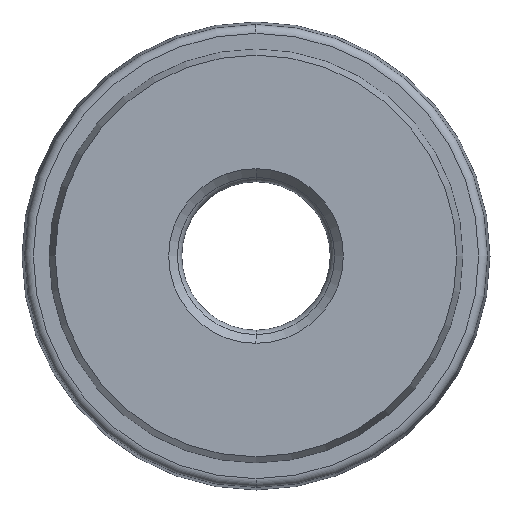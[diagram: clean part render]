
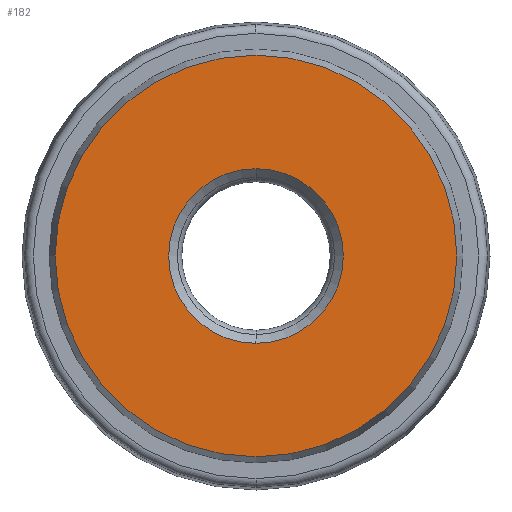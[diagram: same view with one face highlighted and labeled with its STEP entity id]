
A CAD part, left-side view. The second image highlights one B-rep face of the part: STEP entity #182.
In plain terms, the highlighted planar face has unit normal (-1, 0, 0).
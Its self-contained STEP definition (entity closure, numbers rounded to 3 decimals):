
#41 = CARTESIAN_POINT ( 'NONE',  ( 0., 0., 0. ) ) ;
#59 = CARTESIAN_POINT ( 'NONE',  ( 0., 0., 0. ) ) ;
#60 = DIRECTION ( 'NONE',  ( -1., 0., 0. ) ) ;
#65 = CARTESIAN_POINT ( 'NONE',  ( 0., 0., 0. ) ) ;
#66 = DIRECTION ( 'NONE',  ( 1., 0., 0. ) ) ;
#68 = DIRECTION ( 'NONE',  ( 0., 0., 1. ) ) ;
#80 = DIRECTION ( 'NONE',  ( 0., 0., 1. ) ) ;
#98 = DIRECTION ( 'NONE',  ( 0., 0., -1. ) ) ;
#134 = DIRECTION ( 'NONE',  ( -1., 0., 0. ) ) ;
#182 = ADVANCED_FACE ( 'NONE', ( #333, #313 ), #860, .F. ) ;
#313 = FACE_OUTER_BOUND ( 'NONE', #1010, .T. ) ;
#333 = FACE_BOUND ( 'NONE', #1017, .T. ) ;
#350 = CIRCLE ( 'NONE', #669, 11.5 ) ;
#391 = CIRCLE ( 'NONE', #672, 5. ) ;
#402 = CIRCLE ( 'NONE', #617, 5. ) ;
#415 = CIRCLE ( 'NONE', #676, 11.5 ) ;
#554 = DIRECTION ( 'NONE',  ( 0., 0., -1. ) ) ;
#570 = CARTESIAN_POINT ( 'NONE',  ( 0., 0., -5. ) ) ;
#572 = CARTESIAN_POINT ( 'NONE',  ( 0., 0., 11.5 ) ) ;
#577 = DIRECTION ( 'NONE',  ( 1., 0., 0. ) ) ;
#578 = CARTESIAN_POINT ( 'NONE',  ( 0., 0., 0. ) ) ;
#592 = CARTESIAN_POINT ( 'NONE',  ( 0., 0., -11.5 ) ) ;
#598 = CARTESIAN_POINT ( 'NONE',  ( 0., 0., 5. ) ) ;
#617 = AXIS2_PLACEMENT_3D ( 'NONE', #578, #577, #554 ) ;
#669 = AXIS2_PLACEMENT_3D ( 'NONE', #41, #134, #68 ) ;
#672 = AXIS2_PLACEMENT_3D ( 'NONE', #65, #66, #98 ) ;
#676 = AXIS2_PLACEMENT_3D ( 'NONE', #59, #60, #80 ) ;
#782 = AXIS2_PLACEMENT_3D ( 'NONE', #852, #875, #865 ) ;
#799 = EDGE_CURVE ( 'NONE', #1048, #1045, #350, .T. ) ;
#809 = EDGE_CURVE ( 'NONE', #1045, #1048, #415, .T. ) ;
#812 = EDGE_CURVE ( 'NONE', #1003, #1042, #391, .T. ) ;
#840 = EDGE_CURVE ( 'NONE', #1042, #1003, #402, .T. ) ;
#852 = CARTESIAN_POINT ( 'NONE',  ( 0., 4.5, 0. ) ) ;
#860 = PLANE ( 'NONE',  #782 ) ;
#865 = DIRECTION ( 'NONE',  ( 0., 0., -1. ) ) ;
#875 = DIRECTION ( 'NONE',  ( 1., 0., 0. ) ) ;
#964 = ORIENTED_EDGE ( 'NONE', *, *, #809, .T. ) ;
#965 = ORIENTED_EDGE ( 'NONE', *, *, #812, .T. ) ;
#973 = ORIENTED_EDGE ( 'NONE', *, *, #840, .T. ) ;
#1003 = VERTEX_POINT ( 'NONE', #598 ) ;
#1010 = EDGE_LOOP ( 'NONE', ( #1113, #964 ) ) ;
#1017 = EDGE_LOOP ( 'NONE', ( #965, #973 ) ) ;
#1042 = VERTEX_POINT ( 'NONE', #570 ) ;
#1045 = VERTEX_POINT ( 'NONE', #572 ) ;
#1048 = VERTEX_POINT ( 'NONE', #592 ) ;
#1113 = ORIENTED_EDGE ( 'NONE', *, *, #799, .T. ) ;
